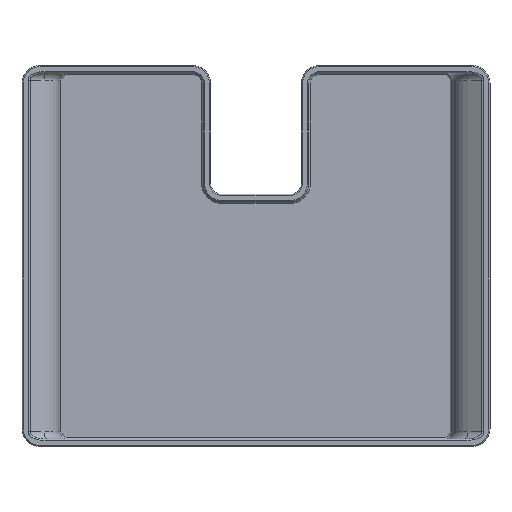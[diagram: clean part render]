
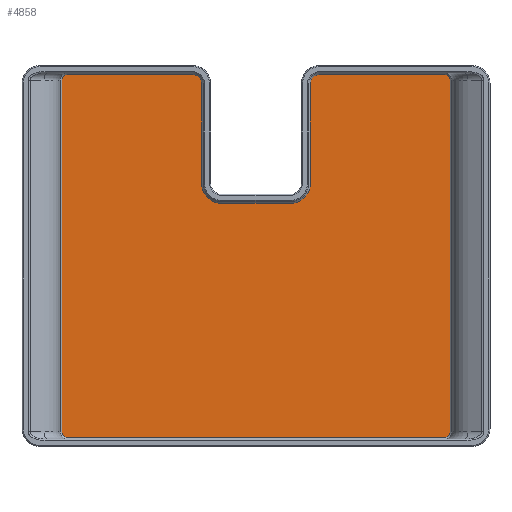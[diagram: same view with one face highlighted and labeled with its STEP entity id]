
A CAD part, top view. The second image highlights one B-rep face of the part: STEP entity #4858.
In plain terms, the highlighted planar face has unit normal (0, 0, 1).
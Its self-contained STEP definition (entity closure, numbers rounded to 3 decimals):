
#88=CIRCLE('',#5149,1.5);
#90=CIRCLE('',#5153,1.5);
#93=CIRCLE('',#5158,2.5);
#95=CIRCLE('',#5162,5.5);
#97=CIRCLE('',#5166,5.5);
#99=CIRCLE('',#5170,2.5);
#100=CIRCLE('',#5173,1.5);
#102=CIRCLE('',#5177,1.5);
#244=FACE_OUTER_BOUND('',#539,.T.);
#539=EDGE_LOOP('',(#3281,#3282,#3283,#3284,#3285,#3286,#3287,#3288,#3289,
#3290,#3291,#3292,#3293,#3294,#3295,#3296));
#818=LINE('',#6922,#1421);
#820=LINE('',#6931,#1423);
#826=LINE('',#6946,#1429);
#830=LINE('',#6958,#1433);
#834=LINE('',#6970,#1437);
#838=LINE('',#6982,#1441);
#842=LINE('',#6994,#1445);
#844=LINE('',#7003,#1447);
#1421=VECTOR('',#5541,10.);
#1423=VECTOR('',#5551,10.);
#1429=VECTOR('',#5565,10.);
#1433=VECTOR('',#5577,10.);
#1437=VECTOR('',#5589,10.);
#1441=VECTOR('',#5601,10.);
#1445=VECTOR('',#5613,10.);
#1447=VECTOR('',#5623,10.);
#2021=VERTEX_POINT('',#6915);
#2024=VERTEX_POINT('',#6920);
#2025=VERTEX_POINT('',#6924);
#2027=VERTEX_POINT('',#6930);
#2029=VERTEX_POINT('',#6936);
#2031=VERTEX_POINT('',#6942);
#2033=VERTEX_POINT('',#6948);
#2035=VERTEX_POINT('',#6954);
#2037=VERTEX_POINT('',#6960);
#2039=VERTEX_POINT('',#6966);
#2041=VERTEX_POINT('',#6972);
#2043=VERTEX_POINT('',#6978);
#2045=VERTEX_POINT('',#6984);
#2047=VERTEX_POINT('',#6990);
#2049=VERTEX_POINT('',#6996);
#2051=VERTEX_POINT('',#7002);
#2463=EDGE_CURVE('',#2024,#2021,#818,.T.);
#2464=EDGE_CURVE('',#2021,#2025,#88,.T.);
#2467=EDGE_CURVE('',#2025,#2027,#820,.T.);
#2470=EDGE_CURVE('',#2027,#2029,#90,.T.);
#2475=EDGE_CURVE('',#2029,#2031,#826,.T.);
#2478=EDGE_CURVE('',#2031,#2033,#93,.T.);
#2481=EDGE_CURVE('',#2033,#2035,#830,.T.);
#2484=EDGE_CURVE('',#2035,#2037,#95,.T.);
#2487=EDGE_CURVE('',#2037,#2039,#834,.T.);
#2490=EDGE_CURVE('',#2039,#2041,#97,.T.);
#2493=EDGE_CURVE('',#2041,#2043,#838,.T.);
#2496=EDGE_CURVE('',#2043,#2045,#99,.T.);
#2499=EDGE_CURVE('',#2045,#2047,#842,.T.);
#2500=EDGE_CURVE('',#2047,#2049,#100,.T.);
#2503=EDGE_CURVE('',#2049,#2051,#844,.T.);
#2506=EDGE_CURVE('',#2051,#2024,#102,.T.);
#3281=ORIENTED_EDGE('',*,*,#2463,.F.);
#3282=ORIENTED_EDGE('',*,*,#2506,.F.);
#3283=ORIENTED_EDGE('',*,*,#2503,.F.);
#3284=ORIENTED_EDGE('',*,*,#2500,.F.);
#3285=ORIENTED_EDGE('',*,*,#2499,.F.);
#3286=ORIENTED_EDGE('',*,*,#2496,.F.);
#3287=ORIENTED_EDGE('',*,*,#2493,.F.);
#3288=ORIENTED_EDGE('',*,*,#2490,.F.);
#3289=ORIENTED_EDGE('',*,*,#2487,.F.);
#3290=ORIENTED_EDGE('',*,*,#2484,.F.);
#3291=ORIENTED_EDGE('',*,*,#2481,.F.);
#3292=ORIENTED_EDGE('',*,*,#2478,.F.);
#3293=ORIENTED_EDGE('',*,*,#2475,.F.);
#3294=ORIENTED_EDGE('',*,*,#2470,.F.);
#3295=ORIENTED_EDGE('',*,*,#2467,.F.);
#3296=ORIENTED_EDGE('',*,*,#2464,.F.);
#4629=PLANE('',#5194);
#4858=ADVANCED_FACE('',(#244),#4629,.T.);
#5149=AXIS2_PLACEMENT_3D('',#6925,#5544,#5545);
#5153=AXIS2_PLACEMENT_3D('',#6937,#5556,#5557);
#5158=AXIS2_PLACEMENT_3D('',#6952,#5571,#5572);
#5162=AXIS2_PLACEMENT_3D('',#6964,#5583,#5584);
#5166=AXIS2_PLACEMENT_3D('',#6976,#5595,#5596);
#5170=AXIS2_PLACEMENT_3D('',#6988,#5607,#5608);
#5173=AXIS2_PLACEMENT_3D('',#6997,#5616,#5617);
#5177=AXIS2_PLACEMENT_3D('',#7008,#5628,#5629);
#5194=AXIS2_PLACEMENT_3D('',#7056,#5678,#5679);
#5541=DIRECTION('',(-1.,0.,0.));
#5544=DIRECTION('center_axis',(0.,0.,-1.));
#5545=DIRECTION('ref_axis',(-0.707,-0.707,0.));
#5551=DIRECTION('',(0.,1.,0.));
#5556=DIRECTION('center_axis',(0.,0.,-1.));
#5557=DIRECTION('ref_axis',(-0.707,0.707,0.));
#5565=DIRECTION('',(1.,0.,0.));
#5571=DIRECTION('center_axis',(0.,0.,-1.));
#5572=DIRECTION('ref_axis',(1.,0.,0.));
#5577=DIRECTION('',(0.,-1.,0.));
#5583=DIRECTION('center_axis',(0.,0.,1.));
#5584=DIRECTION('ref_axis',(-1.,0.,0.));
#5589=DIRECTION('',(1.,0.,0.));
#5595=DIRECTION('center_axis',(0.,0.,1.));
#5596=DIRECTION('ref_axis',(0.,-1.,0.));
#5601=DIRECTION('',(0.,1.,0.));
#5607=DIRECTION('center_axis',(0.,0.,-1.));
#5608=DIRECTION('ref_axis',(0.,1.,0.));
#5613=DIRECTION('',(1.,0.,0.));
#5616=DIRECTION('center_axis',(0.,0.,-1.));
#5617=DIRECTION('ref_axis',(0.707,0.707,0.));
#5623=DIRECTION('',(0.,-1.,0.));
#5628=DIRECTION('center_axis',(0.,0.,-1.));
#5629=DIRECTION('ref_axis',(0.707,-0.707,0.));
#5678=DIRECTION('center_axis',(0.,0.,1.));
#5679=DIRECTION('ref_axis',(1.,0.,0.));
#6915=CARTESIAN_POINT('',(75.,257.,-29.896));
#6920=CARTESIAN_POINT('',(179.,257.,-29.896));
#6922=CARTESIAN_POINT('',(156.75,257.,-29.896));
#6924=CARTESIAN_POINT('',(73.5,258.5,-29.896));
#6925=CARTESIAN_POINT('Origin',(75.,258.5,-29.896));
#6930=CARTESIAN_POINT('',(73.5,355.5,-29.896));
#6931=CARTESIAN_POINT('',(73.5,281.75,-29.896));
#6936=CARTESIAN_POINT('',(75.,357.,-29.896));
#6937=CARTESIAN_POINT('Origin',(75.,355.5,-29.896));
#6942=CARTESIAN_POINT('',(109.5,357.,-29.896));
#6946=CARTESIAN_POINT('',(97.25,357.,-29.896));
#6948=CARTESIAN_POINT('',(112.,354.5,-29.896));
#6952=CARTESIAN_POINT('Origin',(109.5,354.5,-29.896));
#6954=CARTESIAN_POINT('',(112.,327.,-29.896));
#6958=CARTESIAN_POINT('',(112.,330.75,-29.896));
#6960=CARTESIAN_POINT('',(117.5,321.5,-29.896));
#6964=CARTESIAN_POINT('Origin',(117.5,327.,-29.896));
#6966=CARTESIAN_POINT('',(136.5,321.5,-29.896));
#6970=CARTESIAN_POINT('',(122.25,321.5,-29.896));
#6972=CARTESIAN_POINT('',(142.,327.,-29.896));
#6976=CARTESIAN_POINT('Origin',(136.5,327.,-29.896));
#6978=CARTESIAN_POINT('',(142.,354.5,-29.896));
#6982=CARTESIAN_POINT('',(142.,317.,-29.896));
#6984=CARTESIAN_POINT('',(144.5,357.,-29.896));
#6988=CARTESIAN_POINT('Origin',(144.5,354.5,-29.896));
#6990=CARTESIAN_POINT('',(179.,357.,-29.896));
#6994=CARTESIAN_POINT('',(135.75,357.,-29.896));
#6996=CARTESIAN_POINT('',(180.5,355.5,-29.896));
#6997=CARTESIAN_POINT('Origin',(179.,355.5,-29.896));
#7002=CARTESIAN_POINT('',(180.5,258.5,-29.896));
#7003=CARTESIAN_POINT('',(180.5,332.25,-29.896));
#7008=CARTESIAN_POINT('Origin',(179.,258.5,-29.896));
#7056=CARTESIAN_POINT('Origin',(127.,307.,-29.896));
